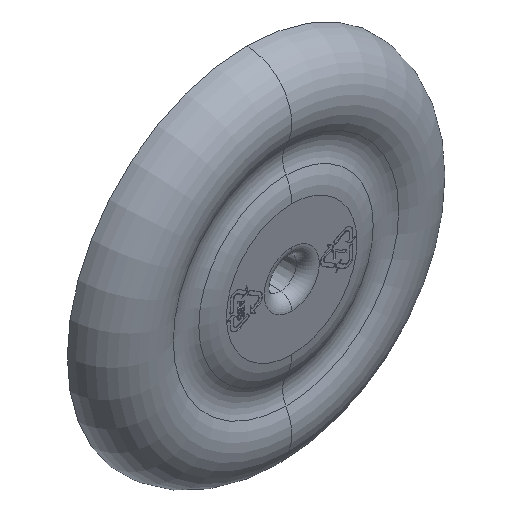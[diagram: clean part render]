
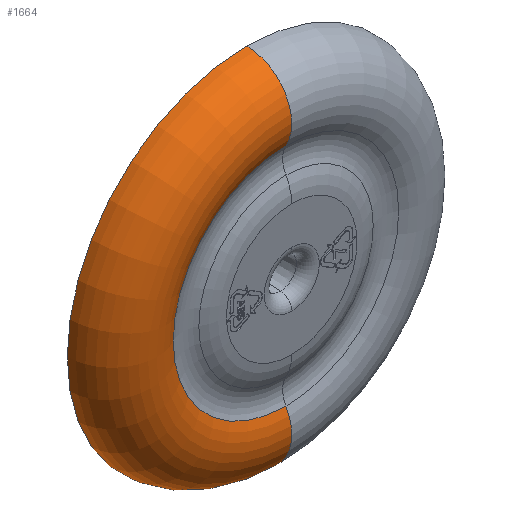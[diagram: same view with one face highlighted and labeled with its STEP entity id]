
A CAD part, isometric view. The second image highlights one B-rep face of the part: STEP entity #1664.
In plain terms, the highlighted toroidal (fillet/blend) face has major radius 114.3 mm and minor radius 38.1 mm.
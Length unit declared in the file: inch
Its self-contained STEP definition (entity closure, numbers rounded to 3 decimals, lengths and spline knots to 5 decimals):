
#260 = CARTESIAN_POINT ( 'NONE',  ( 0., -1.30935, 0. ) ) ;
#327 = AXIS2_PLACEMENT_3D ( 'NONE', #5451, #765, #2861 ) ;
#503 = CARTESIAN_POINT ( 'NONE',  ( 0., 0., 6. ) ) ;
#613 = CIRCLE ( 'NONE', #4451, 3.76816 ) ;
#719 = ORIENTED_EDGE ( 'NONE', *, *, #3452, .T. ) ;
#765 = DIRECTION ( 'NONE',  ( 0., 1., 0. ) ) ;
#864 = FACE_OUTER_BOUND ( 'NONE', #2987, .T. ) ;
#924 = DIRECTION ( 'NONE',  ( 0., 1., 0. ) ) ;
#1600 = VERTEX_POINT ( 'NONE', #6540 ) ;
#1649 = TOROIDAL_SURFACE ( 'NONE', #4597, 4.5, 1.5 ) ;
#1664 = ADVANCED_FACE ( 'NONE', ( #864 ), #1649, .T. ) ;
#1851 = CARTESIAN_POINT ( 'NONE',  ( 0., 0., 4.5 ) ) ;
#1903 = CARTESIAN_POINT ( 'NONE',  ( 0., 0., -4.5 ) ) ;
#2347 = DIRECTION ( 'NONE',  ( 0., 1., 0. ) ) ;
#2861 = DIRECTION ( 'NONE',  ( 0., 0., 1. ) ) ;
#2987 = EDGE_LOOP ( 'NONE', ( #5835, #3332, #719, #3663 ) ) ;
#3026 = DIRECTION ( 'NONE',  ( 0., 0., 1. ) ) ;
#3197 = AXIS2_PLACEMENT_3D ( 'NONE', #1903, #4001, #6074 ) ;
#3293 = CIRCLE ( 'NONE', #327, 6. ) ;
#3332 = ORIENTED_EDGE ( 'NONE', *, *, #5706, .T. ) ;
#3340 = CARTESIAN_POINT ( 'NONE',  ( 0., 0., -6. ) ) ;
#3417 = VERTEX_POINT ( 'NONE', #3340 ) ;
#3452 = EDGE_CURVE ( 'NONE', #1600, #3799, #3626, .T. ) ;
#3626 = CIRCLE ( 'NONE', #6347, 1.5 ) ;
#3663 = ORIENTED_EDGE ( 'NONE', *, *, #5941, .F. ) ;
#3725 = EDGE_CURVE ( 'NONE', #5289, #3417, #6132, .T. ) ;
#3799 = VERTEX_POINT ( 'NONE', #503 ) ;
#3949 = DIRECTION ( 'NONE',  ( -1., 0., 0. ) ) ;
#4001 = DIRECTION ( 'NONE',  ( 1., 0., 0. ) ) ;
#4439 = DIRECTION ( 'NONE',  ( 0., 0., 1. ) ) ;
#4451 = AXIS2_PLACEMENT_3D ( 'NONE', #260, #2347, #4439 ) ;
#4597 = AXIS2_PLACEMENT_3D ( 'NONE', #5613, #924, #3026 ) ;
#5289 = VERTEX_POINT ( 'NONE', #6192 ) ;
#5451 = CARTESIAN_POINT ( 'NONE',  ( 0., 0., 0. ) ) ;
#5613 = CARTESIAN_POINT ( 'NONE',  ( 0., 0., 0. ) ) ;
#5706 = EDGE_CURVE ( 'NONE', #5289, #1600, #613, .T. ) ;
#5835 = ORIENTED_EDGE ( 'NONE', *, *, #3725, .F. ) ;
#5941 = EDGE_CURVE ( 'NONE', #3417, #3799, #3293, .T. ) ;
#6022 = DIRECTION ( 'NONE',  ( 0., 0., 1. ) ) ;
#6074 = DIRECTION ( 'NONE',  ( 0., 0., -1. ) ) ;
#6132 = CIRCLE ( 'NONE', #3197, 1.5 ) ;
#6192 = CARTESIAN_POINT ( 'NONE',  ( 0., -1.30935, -3.76816 ) ) ;
#6347 = AXIS2_PLACEMENT_3D ( 'NONE', #1851, #3949, #6022 ) ;
#6540 = CARTESIAN_POINT ( 'NONE',  ( 0., -1.30935, 3.76816 ) ) ;
